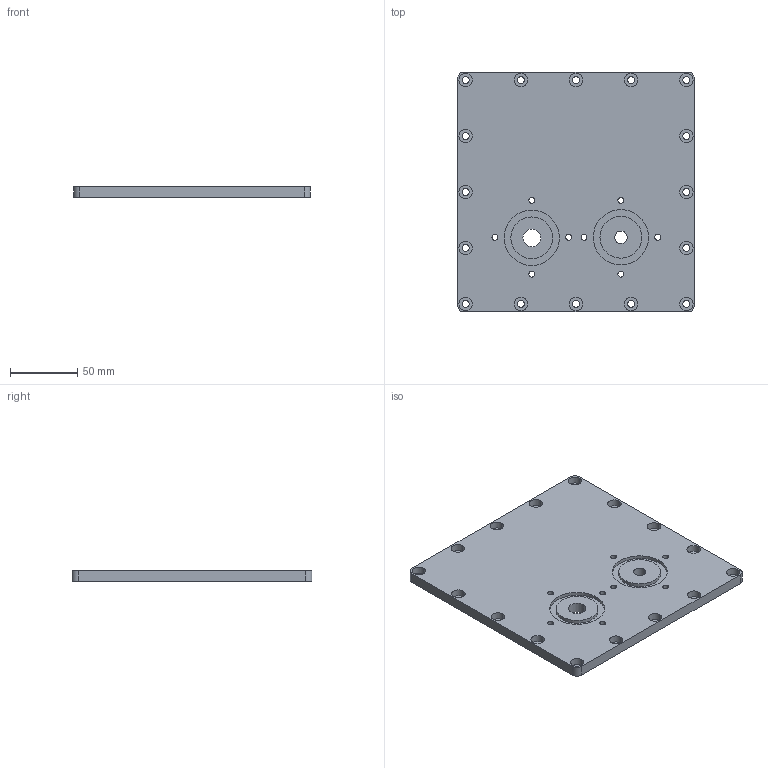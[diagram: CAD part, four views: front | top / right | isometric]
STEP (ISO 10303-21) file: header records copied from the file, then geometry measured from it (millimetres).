
FILE_DESCRIPTION (( 'STEP AP203' ), '1' );
FILE_NAME ('FrontPlate.STEP', '2023-11-08T16:27:19', ( '' ), ( '' ), 'SwSTEP 2.0', 'SolidWorks 2020', '' );
FILE_SCHEMA (( 'CONFIG_CONTROL_DESIGN' ));
Length unit declared in the file: millimetre
Products named in the file (1): FrontPlate
Bounding box: 176.58 x 179 x 8 mm (x, y, z)
Volume: 239609.8 mm3; surface area: 73458.5 mm2
Topology: 1 solids, 1 shells, 122 faces, 300 edges, 200 vertices
Faces by surface type: cylinder 96, plane 26
Entity records: 3897 total; most frequent: DIRECTION 738, CARTESIAN_POINT 623, ORIENTED_EDGE 600, AXIS2_PLACEMENT_3D 315, EDGE_CURVE 300, VERTEX_POINT 200, EDGE_LOOP 194, CIRCLE 192
